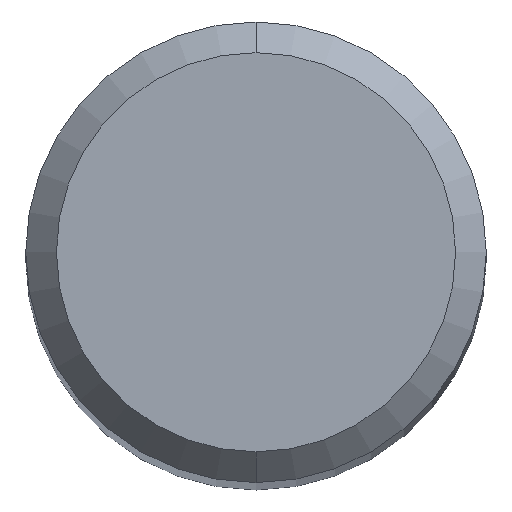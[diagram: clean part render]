
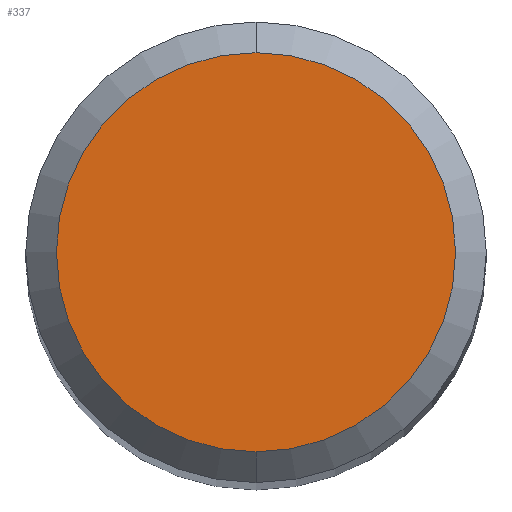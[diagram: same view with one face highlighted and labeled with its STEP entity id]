
A CAD part, top view. The second image highlights one B-rep face of the part: STEP entity #337.
In plain terms, the highlighted planar face has unit normal (0, 0, 1).
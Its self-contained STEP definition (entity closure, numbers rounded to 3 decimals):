
#243=VERTEX_POINT('',#553);
#251=EDGE_CURVE('',#243,#445,#562,.T.);
#337=ADVANCED_FACE('',(#656),#657,.T.);
#399=EDGE_CURVE('',#445,#243,#724,.T.);
#445=VERTEX_POINT('',#778);
#553=CARTESIAN_POINT('',(0.0,2.6,0.0));
#562=CIRCLE('',#954,2.6);
#656=FACE_OUTER_BOUND('',#1176,.T.);
#657=PLANE('',#1177);
#724=CIRCLE('',#1299,2.6);
#778=CARTESIAN_POINT('',(0.,-2.6,0.0));
#954=AXIS2_PLACEMENT_3D('',#1508,#1509,#1510);
#1176=EDGE_LOOP('',(#1618,#1619));
#1177=AXIS2_PLACEMENT_3D('',#1620,#1621,#1622);
#1299=AXIS2_PLACEMENT_3D('',#1695,#1696,#1697);
#1508=CARTESIAN_POINT('',(0.0,0.0,0.0));
#1509=DIRECTION('',(0.0,0.0,-1.0));
#1510=DIRECTION('',(0.0,1.0,0.0));
#1618=ORIENTED_EDGE('',*,*,#251,.F.);
#1619=ORIENTED_EDGE('',*,*,#399,.F.);
#1620=CARTESIAN_POINT('',(0.0,1.3,0.0));
#1621=DIRECTION('',(-0.0,0.0,1.0));
#1622=DIRECTION('',(0.0,-1.0,0.0));
#1695=CARTESIAN_POINT('',(0.0,0.0,0.0));
#1696=DIRECTION('',(0.0,0.0,-1.0));
#1697=DIRECTION('',(0.0,1.0,0.0));
